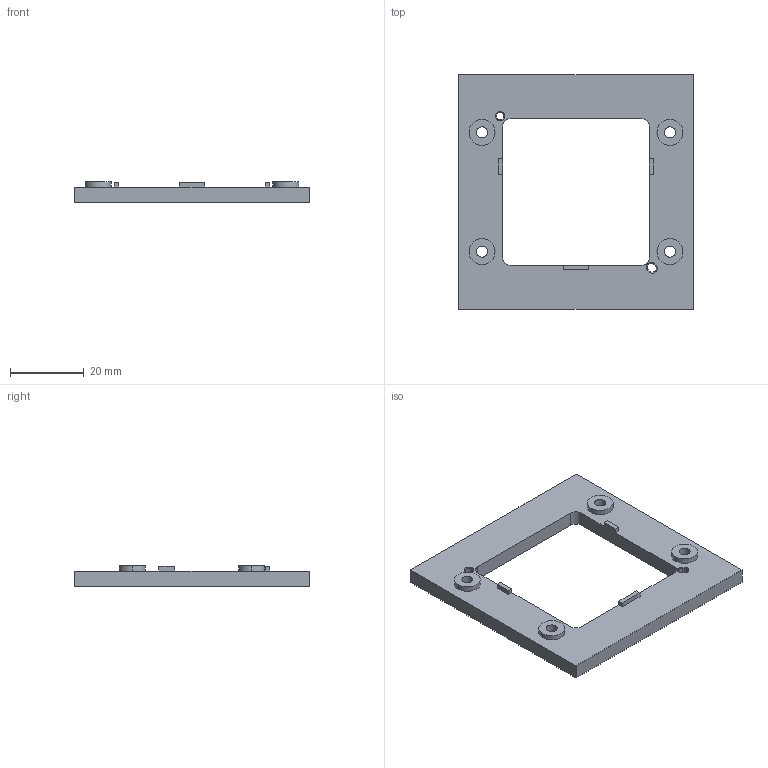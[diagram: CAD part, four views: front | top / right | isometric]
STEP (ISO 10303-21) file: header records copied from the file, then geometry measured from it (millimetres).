
FILE_DESCRIPTION((''),'2;1');
FILE_NAME('2502160B.stp','2001-03-26T16:33:14',(''),(''),'AutoCAD STEP 2000i','AutoCAD 2000i',', , ');
FILE_SCHEMA(('CONFIG_CONTROL_DESIGN'));
Length unit declared in the file: millimetre
Products named in the file (2): 2502160B; SXIF
Assembly tree (1 placements, depth 2):
  2502160B
    SXIF
Bounding box: 63.5 x 63.5 x 5.51 mm (x, y, z)
Volume: 10080.3 mm3; surface area: 6961.2 mm2
Topology: 1 solids, 1 shells, 62 faces, 160 edges, 104 vertices
Faces by surface type: plane 30, cylinder 26, cone 6
Entity records: 2035 total; most frequent: DIRECTION 346, CARTESIAN_POINT 328, ORIENTED_EDGE 320, EDGE_CURVE 160, AXIS2_PLACEMENT_3D 122, VERTEX_POINT 104, VECTOR 102, LINE 102
